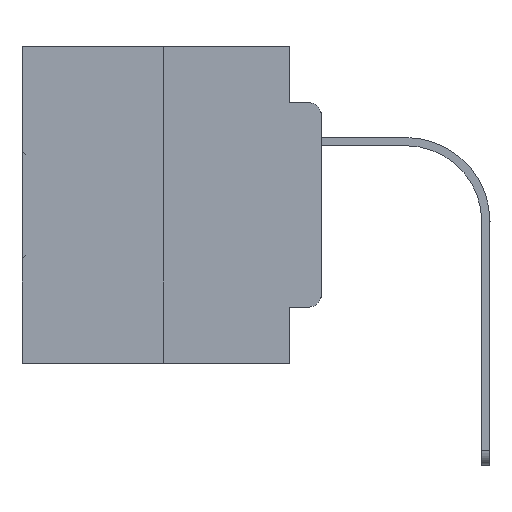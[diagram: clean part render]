
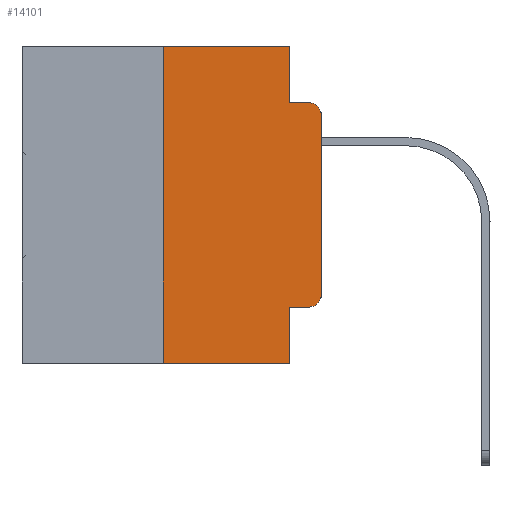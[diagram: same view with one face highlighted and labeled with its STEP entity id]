
A CAD part, left-side view. The second image highlights one B-rep face of the part: STEP entity #14101.
In plain terms, the highlighted planar face has unit normal (-1, 0, 0).
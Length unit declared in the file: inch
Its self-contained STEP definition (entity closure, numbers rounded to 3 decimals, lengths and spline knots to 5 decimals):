
#505 = PLANE ( 'NONE',  #12612 ) ;
#791 = DIRECTION ( 'NONE',  ( 1., 0., 0. ) ) ;
#832 = DIRECTION ( 'NONE',  ( 0., -1., 0. ) ) ;
#1293 = DIRECTION ( 'NONE',  ( -1., 0., 0. ) ) ;
#1447 = CIRCLE ( 'NONE', #29592, 0.02 ) ;
#1518 = EDGE_CURVE ( 'NONE', #10850, #27896, #19706, .T. ) ;
#2839 = AXIS2_PLACEMENT_3D ( 'NONE', #14132, #18252, #18567 ) ;
#2851 = LINE ( 'NONE', #28118, #7116 ) ;
#3052 = EDGE_CURVE ( 'NONE', #25765, #16585, #16181, .T. ) ;
#3523 = LINE ( 'NONE', #26964, #28618 ) ;
#3609 = VERTEX_POINT ( 'NONE', #25304 ) ;
#4178 = VECTOR ( 'NONE', #832, 39.37008 ) ;
#4407 = CARTESIAN_POINT ( 'NONE',  ( 0., 0.25, -0.5 ) ) ;
#4454 = ORIENTED_EDGE ( 'NONE', *, *, #22616, .F. ) ;
#4595 = EDGE_CURVE ( 'NONE', #23053, #6830, #21789, .T. ) ;
#5292 = CARTESIAN_POINT ( 'NONE',  ( 0., 0.051, -0.0885 ) ) ;
#5772 = CARTESIAN_POINT ( 'NONE',  ( 0., 0.051, -0.0885 ) ) ;
#6224 = VECTOR ( 'NONE', #8228, 39.37008 ) ;
#6434 = CARTESIAN_POINT ( 'NONE',  ( 0., 0.051, 0. ) ) ;
#6830 = VERTEX_POINT ( 'NONE', #10692 ) ;
#7116 = VECTOR ( 'NONE', #7131, 39.37008 ) ;
#7131 = DIRECTION ( 'NONE',  ( 0., -1., 0. ) ) ;
#7622 = CARTESIAN_POINT ( 'NONE',  ( 0., 0.25, 0. ) ) ;
#7954 = CARTESIAN_POINT ( 'NONE',  ( 0., 0.25, 0. ) ) ;
#8009 = DIRECTION ( 'NONE',  ( 0., -1., 0. ) ) ;
#8118 = DIRECTION ( 'NONE',  ( 0., 0., -1. ) ) ;
#8228 = DIRECTION ( 'NONE',  ( 0., 0., 1. ) ) ;
#8571 = VERTEX_POINT ( 'NONE', #23005 ) ;
#9762 = EDGE_CURVE ( 'NONE', #10621, #3609, #27148, .T. ) ;
#10621 = VERTEX_POINT ( 'NONE', #24168 ) ;
#10692 = CARTESIAN_POINT ( 'NONE',  ( 0., 0.02, -0.4115 ) ) ;
#10850 = VERTEX_POINT ( 'NONE', #4407 ) ;
#11223 = EDGE_CURVE ( 'NONE', #3609, #12105, #21922, .T. ) ;
#11438 = EDGE_CURVE ( 'NONE', #23053, #8571, #22666, .T. ) ;
#11768 = ORIENTED_EDGE ( 'NONE', *, *, #11438, .F. ) ;
#11943 = EDGE_CURVE ( 'NONE', #16585, #12105, #12338, .T. ) ;
#12105 = VERTEX_POINT ( 'NONE', #19811 ) ;
#12338 = LINE ( 'NONE', #5292, #12500 ) ;
#12500 = VECTOR ( 'NONE', #8009, 39.37008 ) ;
#12559 = DIRECTION ( 'NONE',  ( 0., 0., -1. ) ) ;
#12612 = AXIS2_PLACEMENT_3D ( 'NONE', #28643, #791, #12559 ) ;
#14034 = VECTOR ( 'NONE', #17647, 39.37008 ) ;
#14101 = ADVANCED_FACE ( 'NONE', ( #16846 ), #505, .F. ) ;
#14132 = CARTESIAN_POINT ( 'NONE',  ( 0., 0.02, -0.1085 ) ) ;
#15306 = DIRECTION ( 'NONE',  ( 0., -1., 0. ) ) ;
#15885 = ORIENTED_EDGE ( 'NONE', *, *, #3052, .F. ) ;
#16181 = LINE ( 'NONE', #25530, #26772 ) ;
#16585 = VERTEX_POINT ( 'NONE', #5772 ) ;
#16846 = FACE_OUTER_BOUND ( 'NONE', #19496, .T. ) ;
#17125 = EDGE_CURVE ( 'NONE', #6830, #10621, #1447, .T. ) ;
#17196 = CARTESIAN_POINT ( 'NONE',  ( 0., 0.051, -0.4115 ) ) ;
#17517 = DIRECTION ( 'NONE',  ( 0., 0., -1. ) ) ;
#17647 = DIRECTION ( 'NONE',  ( 0., 0., 1. ) ) ;
#18252 = DIRECTION ( 'NONE',  ( -1., 0., 0. ) ) ;
#18567 = DIRECTION ( 'NONE',  ( 0., 0., -1. ) ) ;
#18802 = CARTESIAN_POINT ( 'NONE',  ( 0., 0.051, -0.4115 ) ) ;
#19472 = VECTOR ( 'NONE', #8118, 39.37008 ) ;
#19496 = EDGE_LOOP ( 'NONE', ( #25714, #21410, #22635, #15885, #4454, #28463, #21485, #11768, #29651, #19968 ) ) ;
#19706 = LINE ( 'NONE', #7622, #6224 ) ;
#19811 = CARTESIAN_POINT ( 'NONE',  ( 0., 0.02, -0.0885 ) ) ;
#19968 = ORIENTED_EDGE ( 'NONE', *, *, #17125, .T. ) ;
#20212 = CARTESIAN_POINT ( 'NONE',  ( 0., 0.051, 0. ) ) ;
#21410 = ORIENTED_EDGE ( 'NONE', *, *, #11223, .T. ) ;
#21485 = ORIENTED_EDGE ( 'NONE', *, *, #23434, .T. ) ;
#21789 = LINE ( 'NONE', #17196, #4178 ) ;
#21922 = CIRCLE ( 'NONE', #2839, 0.02 ) ;
#22249 = CARTESIAN_POINT ( 'NONE',  ( 0., 0.02, -0.3915 ) ) ;
#22616 = EDGE_CURVE ( 'NONE', #27896, #25765, #3523, .T. ) ;
#22635 = ORIENTED_EDGE ( 'NONE', *, *, #11943, .F. ) ;
#22666 = LINE ( 'NONE', #20212, #19472 ) ;
#23005 = CARTESIAN_POINT ( 'NONE',  ( 0., 0.051, -0.5 ) ) ;
#23053 = VERTEX_POINT ( 'NONE', #18802 ) ;
#23434 = EDGE_CURVE ( 'NONE', #10850, #8571, #2851, .T. ) ;
#24168 = CARTESIAN_POINT ( 'NONE',  ( 0., 0., -0.3915 ) ) ;
#25304 = CARTESIAN_POINT ( 'NONE',  ( 0., 0., -0.1085 ) ) ;
#25530 = CARTESIAN_POINT ( 'NONE',  ( 0., 0.051, 0. ) ) ;
#25714 = ORIENTED_EDGE ( 'NONE', *, *, #9762, .T. ) ;
#25765 = VERTEX_POINT ( 'NONE', #6434 ) ;
#26132 = DIRECTION ( 'NONE',  ( 0., 0., -1. ) ) ;
#26772 = VECTOR ( 'NONE', #26132, 39.37008 ) ;
#26964 = CARTESIAN_POINT ( 'NONE',  ( 0., 0.473, 0. ) ) ;
#27148 = LINE ( 'NONE', #27306, #14034 ) ;
#27306 = CARTESIAN_POINT ( 'NONE',  ( 0., 0., 0. ) ) ;
#27896 = VERTEX_POINT ( 'NONE', #7954 ) ;
#28118 = CARTESIAN_POINT ( 'NONE',  ( 0., 0.473, -0.5 ) ) ;
#28463 = ORIENTED_EDGE ( 'NONE', *, *, #1518, .F. ) ;
#28618 = VECTOR ( 'NONE', #15306, 39.37008 ) ;
#28643 = CARTESIAN_POINT ( 'NONE',  ( 0., 0.473, 0. ) ) ;
#29592 = AXIS2_PLACEMENT_3D ( 'NONE', #22249, #1293, #17517 ) ;
#29651 = ORIENTED_EDGE ( 'NONE', *, *, #4595, .T. ) ;
